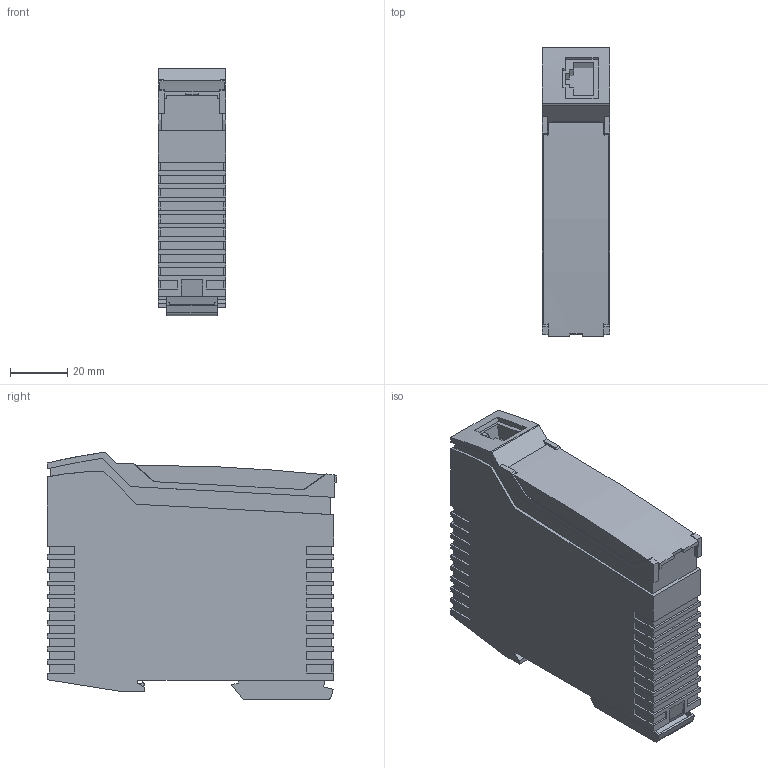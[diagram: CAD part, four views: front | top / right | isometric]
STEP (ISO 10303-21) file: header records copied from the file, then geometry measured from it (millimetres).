
FILE_DESCRIPTION(('Creo Elements/Direct Modeling STEP Export'),'2;1');
FILE_NAME('model.stp','2019-02-01T 9:54:21',(''),(''),'Creo Elements/Direct Modeling STEP processor for AP214 (Solid Model)','Creo Elements/Direct Modeling 18.1I 14-Aug-2016 (C) Parametric Technology GmbH','');
FILE_SCHEMA(('AUTOMOTIVE_DESIGN { 1 0 10303 214 1 1 1 1 }'));
Length unit declared in the file: millimetre
Products named in the file (3): INJ_PP_TOP_22.5_GY7035-select; PP_RJ_SC_F-select
Assembly tree (2 placements, depth 2):
  PP_RJ_SC_F-select
    PP_RJ_SC_F-select
    INJ_PP_TOP_22.5_GY7035-select
Bounding box: 23.6 x 101.39 x 86.58 mm (x, y, z)
Volume: 169291.1 mm3; surface area: 32638.8 mm2
Topology: 2 solids, 2 shells, 503 faces, 1420 edges, 947 vertices
Faces by surface type: plane 456, cylinder 47
Entity records: 19767 total; most frequent: CARTESIAN_POINT 3066, ORIENTED_EDGE 2840, DIRECTION 2323, EDGE_CURVE 1420, VECTOR 1179, LINE 1179, VERTEX_POINT 947, AXIS2_PLACEMENT_3D 572
